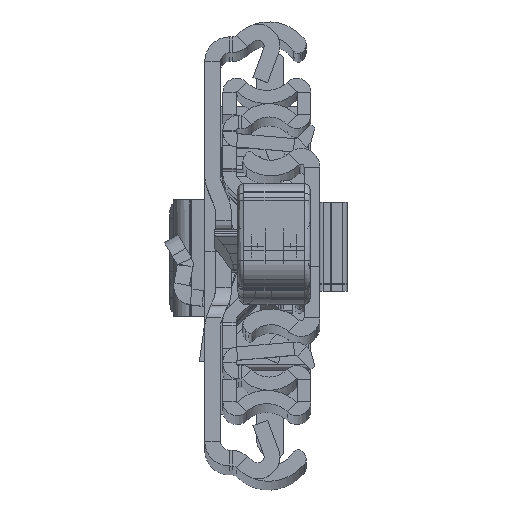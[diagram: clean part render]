
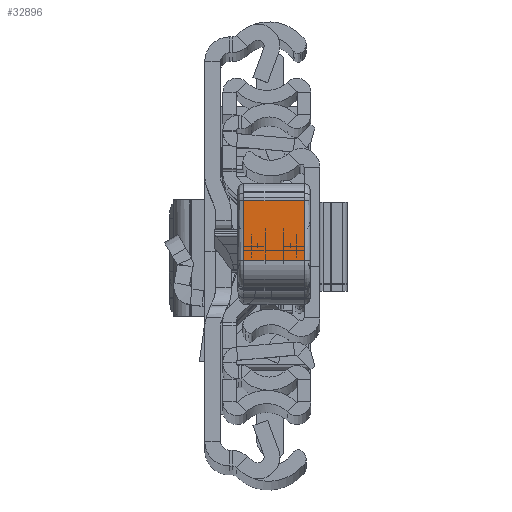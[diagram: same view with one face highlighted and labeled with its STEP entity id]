
A CAD part, top view. The second image highlights one B-rep face of the part: STEP entity #32896.
In plain terms, the highlighted face is planar.
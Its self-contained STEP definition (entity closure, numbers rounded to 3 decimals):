
#111 = CARTESIAN_POINT ( 'NONE',  ( 39.818, -2.465, -11. ) ) ;
#289 = PLANE ( 'NONE',  #33275 ) ;
#1320 = CARTESIAN_POINT ( 'NONE',  ( 39.55, -12.274, 0. ) ) ;
#2031 = ORIENTED_EDGE ( 'NONE', *, *, #37723, .F. ) ;
#2425 = DIRECTION ( 'NONE',  ( 0., 0., -1. ) ) ;
#4140 = CARTESIAN_POINT ( 'NONE',  ( 39.55, -12.274, -10. ) ) ;
#4237 = VERTEX_POINT ( 'NONE', #1320 ) ;
#4709 = DIRECTION ( 'NONE',  ( -0.027, -1., 0. ) ) ;
#6807 = DIRECTION ( 'NONE',  ( -0.027, -1., 0. ) ) ;
#6892 = VECTOR ( 'NONE', #4709, 1000. ) ;
#7601 = LINE ( 'NONE', #27472, #21500 ) ;
#7650 = VECTOR ( 'NONE', #31771, 1000. ) ;
#7791 = DIRECTION ( 'NONE',  ( 0.027, 1., 0. ) ) ;
#11975 = ORIENTED_EDGE ( 'NONE', *, *, #32334, .F. ) ;
#12579 = ORIENTED_EDGE ( 'NONE', *, *, #29345, .F. ) ;
#12981 = CARTESIAN_POINT ( 'NONE',  ( 39.55, -12.274, -11. ) ) ;
#14936 = CARTESIAN_POINT ( 'NONE',  ( 39.818, -2.465, 0. ) ) ;
#17608 = FACE_OUTER_BOUND ( 'NONE', #20859, .T. ) ;
#17699 = CARTESIAN_POINT ( 'NONE',  ( 39.55, -12.274, -10. ) ) ;
#19411 = CARTESIAN_POINT ( 'NONE',  ( 39.55, -12.274, -11. ) ) ;
#19506 = VECTOR ( 'NONE', #2425, 1000. ) ;
#20859 = EDGE_LOOP ( 'NONE', ( #22150, #2031, #12579, #11975 ) ) ;
#21500 = VECTOR ( 'NONE', #7791, 1000. ) ;
#21921 = VERTEX_POINT ( 'NONE', #27362 ) ;
#22150 = ORIENTED_EDGE ( 'NONE', *, *, #26590, .F. ) ;
#23968 = VERTEX_POINT ( 'NONE', #14936 ) ;
#25647 = VERTEX_POINT ( 'NONE', #17699 ) ;
#26590 = EDGE_CURVE ( 'NONE', #25647, #4237, #28706, .T. ) ;
#27362 = CARTESIAN_POINT ( 'NONE',  ( 39.818, -2.465, -10. ) ) ;
#27472 = CARTESIAN_POINT ( 'NONE',  ( 39.55, -12.274, 0. ) ) ;
#28706 = LINE ( 'NONE', #19411, #7650 ) ;
#29345 = EDGE_CURVE ( 'NONE', #23968, #21921, #29421, .T. ) ;
#29421 = LINE ( 'NONE', #111, #19506 ) ;
#31771 = DIRECTION ( 'NONE',  ( 0., 0., 1. ) ) ;
#32334 = EDGE_CURVE ( 'NONE', #4237, #23968, #7601, .T. ) ;
#32896 = ADVANCED_FACE ( 'NONE', ( #17608 ), #289, .F. ) ;
#33275 = AXIS2_PLACEMENT_3D ( 'NONE', #12981, #36097, #6807 ) ;
#36097 = DIRECTION ( 'NONE',  ( -1., 0.027, 0. ) ) ;
#36131 = LINE ( 'NONE', #4140, #6892 ) ;
#37723 = EDGE_CURVE ( 'NONE', #21921, #25647, #36131, .T. ) ;
